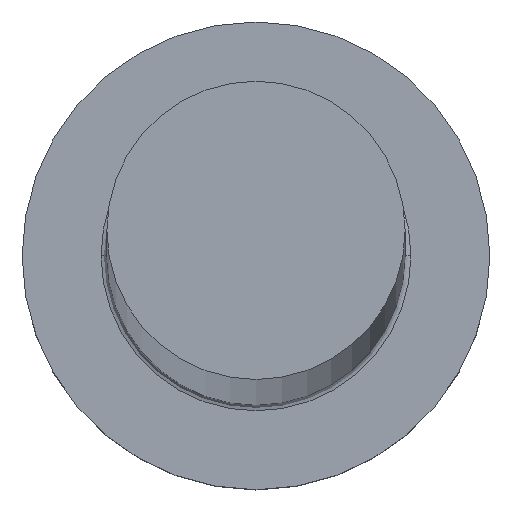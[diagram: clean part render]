
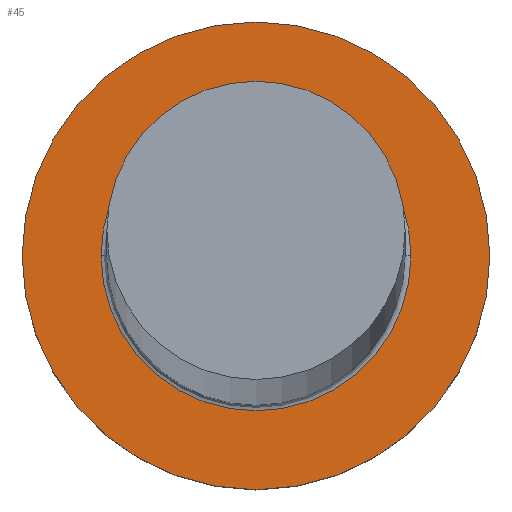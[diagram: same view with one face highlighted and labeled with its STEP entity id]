
A CAD part, top view. The second image highlights one B-rep face of the part: STEP entity #45.
In plain terms, the highlighted planar face has unit normal (0, 0, 1).
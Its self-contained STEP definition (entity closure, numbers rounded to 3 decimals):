
#5 = CARTESIAN_POINT ( 'NONE',  ( -5.3, 0., 5. ) ) ;
#11 = CARTESIAN_POINT ( 'NONE',  ( 0., 0., 5. ) ) ;
#16 = DIRECTION ( 'NONE',  ( 1., 0., 0. ) ) ;
#20 = EDGE_CURVE ( 'NONE', #229, #46, #42, .T. ) ;
#25 = DIRECTION ( 'NONE',  ( 0., 0., 1. ) ) ;
#35 = AXIS2_PLACEMENT_3D ( 'NONE', #11, #101, #16 ) ;
#42 = CIRCLE ( 'NONE', #176, 5.3 ) ;
#43 = CARTESIAN_POINT ( 'NONE',  ( 0., 0., 5. ) ) ;
#45 = ADVANCED_FACE ( 'NONE', ( #212, #278 ), #92, .T. ) ;
#46 = VERTEX_POINT ( 'NONE', #5 ) ;
#48 = EDGE_LOOP ( 'NONE', ( #304, #66 ) ) ;
#63 = EDGE_CURVE ( 'NONE', #136, #184, #139, .T. ) ;
#66 = ORIENTED_EDGE ( 'NONE', *, *, #126, .T. ) ;
#75 = DIRECTION ( 'NONE',  ( 0., 0., 1. ) ) ;
#92 = PLANE ( 'NONE',  #292 ) ;
#101 = DIRECTION ( 'NONE',  ( 0., 0., -1. ) ) ;
#112 = DIRECTION ( 'NONE',  ( 0., 0., -1. ) ) ;
#114 = DIRECTION ( 'NONE',  ( 1., 0., 0. ) ) ;
#123 = CARTESIAN_POINT ( 'NONE',  ( 0., 0., 5. ) ) ;
#126 = EDGE_CURVE ( 'NONE', #46, #229, #170, .T. ) ;
#131 = AXIS2_PLACEMENT_3D ( 'NONE', #214, #135, #114 ) ;
#135 = DIRECTION ( 'NONE',  ( 0., 0., 1. ) ) ;
#136 = VERTEX_POINT ( 'NONE', #171 ) ;
#139 = CIRCLE ( 'NONE', #131, 8. ) ;
#141 = DIRECTION ( 'NONE',  ( 1., 0., 0. ) ) ;
#143 = CIRCLE ( 'NONE', #302, 8. ) ;
#155 = EDGE_LOOP ( 'NONE', ( #205, #178 ) ) ;
#157 = DIRECTION ( 'NONE',  ( 1., 0., 0. ) ) ;
#170 = CIRCLE ( 'NONE', #35, 5.3 ) ;
#171 = CARTESIAN_POINT ( 'NONE',  ( 8., 0., 5. ) ) ;
#176 = AXIS2_PLACEMENT_3D ( 'NONE', #234, #112, #281 ) ;
#178 = ORIENTED_EDGE ( 'NONE', *, *, #63, .T. ) ;
#184 = VERTEX_POINT ( 'NONE', #192 ) ;
#192 = CARTESIAN_POINT ( 'NONE',  ( -8., 0., 5. ) ) ;
#205 = ORIENTED_EDGE ( 'NONE', *, *, #276, .T. ) ;
#212 = FACE_BOUND ( 'NONE', #48, .T. ) ;
#214 = CARTESIAN_POINT ( 'NONE',  ( 0., 0., 5. ) ) ;
#229 = VERTEX_POINT ( 'NONE', #264 ) ;
#234 = CARTESIAN_POINT ( 'NONE',  ( 0., 0., 5. ) ) ;
#264 = CARTESIAN_POINT ( 'NONE',  ( 5.3, 0., 5. ) ) ;
#276 = EDGE_CURVE ( 'NONE', #184, #136, #143, .T. ) ;
#278 = FACE_OUTER_BOUND ( 'NONE', #155, .T. ) ;
#281 = DIRECTION ( 'NONE',  ( 1., 0., 0. ) ) ;
#292 = AXIS2_PLACEMENT_3D ( 'NONE', #43, #25, #157 ) ;
#302 = AXIS2_PLACEMENT_3D ( 'NONE', #123, #75, #141 ) ;
#304 = ORIENTED_EDGE ( 'NONE', *, *, #20, .T. ) ;
